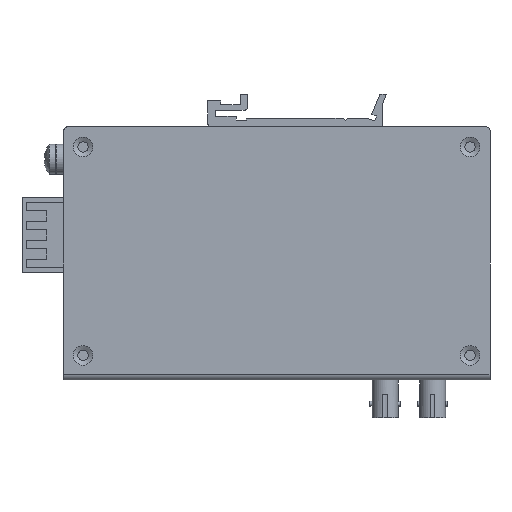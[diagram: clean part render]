
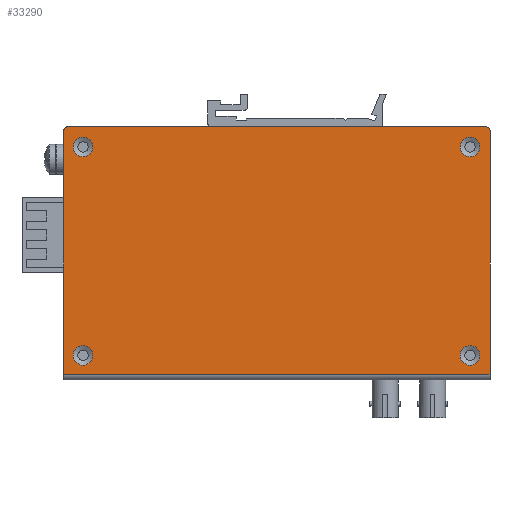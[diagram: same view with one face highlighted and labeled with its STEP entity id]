
A CAD part, left-side view. The second image highlights one B-rep face of the part: STEP entity #33290.
In plain terms, the highlighted planar face has unit normal (-1, 0, 0).
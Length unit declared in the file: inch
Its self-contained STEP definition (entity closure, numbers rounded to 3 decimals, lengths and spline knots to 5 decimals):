
#397 = CARTESIAN_POINT ( 'NONE',  ( 1.92232, -3.64554, 6.43601 ) ) ;
#434 = VECTOR ( 'NONE', #8484, 39.37008 ) ;
#523 = CIRCLE ( 'NONE', #29006, 0.10433 ) ;
#590 = AXIS2_PLACEMENT_3D ( 'NONE', #23660, #2806, #6306 ) ;
#1034 = ORIENTED_EDGE ( 'NONE', *, *, #4344, .F. ) ;
#1961 = CARTESIAN_POINT ( 'NONE',  ( 1.92232, -1.3916, 5.12696 ) ) ;
#2616 = ORIENTED_EDGE ( 'NONE', *, *, #18071, .T. ) ;
#2806 = DIRECTION ( 'NONE',  ( 1., 0., 0. ) ) ;
#3146 = ORIENTED_EDGE ( 'NONE', *, *, #5352, .T. ) ;
#3427 = DIRECTION ( 'NONE',  ( -1., 0., 0. ) ) ;
#4344 = EDGE_CURVE ( 'NONE', #27143, #7005, #20551, .T. ) ;
#4422 = CARTESIAN_POINT ( 'NONE',  ( 1.92232, -1.59436, 6.22341 ) ) ;
#5352 = EDGE_CURVE ( 'NONE', #44901, #44901, #11744, .T. ) ;
#5677 = FACE_BOUND ( 'NONE', #25200, .T. ) ;
#6303 = DIRECTION ( 'NONE',  ( 0., 0., -1. ) ) ;
#6306 = DIRECTION ( 'NONE',  ( 0., 0., -1. ) ) ;
#6342 = CARTESIAN_POINT ( 'NONE',  ( 1.92232, -5.8601, 6.39664 ) ) ;
#6754 = FACE_BOUND ( 'NONE', #12639, .T. ) ;
#6983 = DIRECTION ( 'NONE',  ( 0., -1., 0. ) ) ;
#7005 = VERTEX_POINT ( 'NONE', #21536 ) ;
#7611 = VERTEX_POINT ( 'NONE', #35804 ) ;
#7882 = DIRECTION ( 'NONE',  ( 1., 0., 0. ) ) ;
#8224 = AXIS2_PLACEMENT_3D ( 'NONE', #31314, #3427, #41860 ) ;
#8413 = CARTESIAN_POINT ( 'NONE',  ( 1.92232, -1.43097, 6.39664 ) ) ;
#8484 = DIRECTION ( 'NONE',  ( 0., 0., 1. ) ) ;
#10536 = CARTESIAN_POINT ( 'NONE',  ( 1.92232, -1.43097, 6.43601 ) ) ;
#10996 = VERTEX_POINT ( 'NONE', #19152 ) ;
#11744 = CIRCLE ( 'NONE', #27673, 0.10433 ) ;
#12119 = EDGE_CURVE ( 'NONE', #20620, #32715, #22955, .T. ) ;
#12639 = EDGE_LOOP ( 'NONE', ( #3146 ) ) ;
#13677 = VECTOR ( 'NONE', #38845, 39.37008 ) ;
#16777 = DIRECTION ( 'NONE',  ( 1., 0., 0. ) ) ;
#16839 = CARTESIAN_POINT ( 'NONE',  ( 1.92232, -5.8601, 6.43601 ) ) ;
#16938 = ORIENTED_EDGE ( 'NONE', *, *, #12119, .F. ) ;
#17332 = CARTESIAN_POINT ( 'NONE',  ( 1.92232, -5.90932, 3.8179 ) ) ;
#18071 = EDGE_CURVE ( 'NONE', #27143, #23006, #37417, .T. ) ;
#18199 = DIRECTION ( 'NONE',  ( 0., 0., 1. ) ) ;
#18322 = DIRECTION ( 'NONE',  ( 1., 0., 0. ) ) ;
#18804 = DIRECTION ( 'NONE',  ( 0., 0., 1. ) ) ;
#19084 = ORIENTED_EDGE ( 'NONE', *, *, #21719, .T. ) ;
#19101 = CARTESIAN_POINT ( 'NONE',  ( 1.92232, -5.89947, 3.8179 ) ) ;
#19152 = CARTESIAN_POINT ( 'NONE',  ( 1.92232, -1.59436, 6.11908 ) ) ;
#20551 = LINE ( 'NONE', #1961, #434 ) ;
#20620 = VERTEX_POINT ( 'NONE', #10536 ) ;
#21066 = AXIS2_PLACEMENT_3D ( 'NONE', #6342, #23401, #33938 ) ;
#21130 = ORIENTED_EDGE ( 'NONE', *, *, #33468, .F. ) ;
#21168 = CIRCLE ( 'NONE', #21066, 0.03937 ) ;
#21262 = CARTESIAN_POINT ( 'NONE',  ( 1.92232, -5.68884, 3.91436 ) ) ;
#21536 = CARTESIAN_POINT ( 'NONE',  ( 1.92232, -1.3916, 6.39664 ) ) ;
#21719 = EDGE_CURVE ( 'NONE', #34504, #34504, #26130, .T. ) ;
#22430 = DIRECTION ( 'NONE',  ( 1., 0., 0. ) ) ;
#22871 = EDGE_CURVE ( 'NONE', #23006, #7611, #37912, .T. ) ;
#22955 = LINE ( 'NONE', #397, #13677 ) ;
#23006 = VERTEX_POINT ( 'NONE', #19101 ) ;
#23095 = FACE_BOUND ( 'NONE', #40969, .T. ) ;
#23401 = DIRECTION ( 'NONE',  ( -1., 0., 0. ) ) ;
#23660 = CARTESIAN_POINT ( 'NONE',  ( 1.92232, -5.68884, 4.01869 ) ) ;
#25025 = DIRECTION ( 'NONE',  ( 0., 1., 0. ) ) ;
#25179 = AXIS2_PLACEMENT_3D ( 'NONE', #8413, #22430, #18804 ) ;
#25200 = EDGE_LOOP ( 'NONE', ( #19084 ) ) ;
#26130 = CIRCLE ( 'NONE', #590, 0.10433 ) ;
#26835 = EDGE_LOOP ( 'NONE', ( #38087, #27852, #16938, #21130, #1034, #2616 ) ) ;
#27143 = VERTEX_POINT ( 'NONE', #31868 ) ;
#27673 = AXIS2_PLACEMENT_3D ( 'NONE', #39085, #18322, #25025 ) ;
#27852 = ORIENTED_EDGE ( 'NONE', *, *, #43966, .T. ) ;
#28632 = VECTOR ( 'NONE', #18199, 39.37008 ) ;
#29006 = AXIS2_PLACEMENT_3D ( 'NONE', #4422, #7882, #32328 ) ;
#30257 = AXIS2_PLACEMENT_3D ( 'NONE', #37867, #16777, #6303 ) ;
#30736 = CARTESIAN_POINT ( 'NONE',  ( 1.92232, -5.58451, 6.22341 ) ) ;
#30913 = CIRCLE ( 'NONE', #25179, 0.03937 ) ;
#31314 = CARTESIAN_POINT ( 'NONE',  ( 1.92232, -5.90932, 3.75885 ) ) ;
#31868 = CARTESIAN_POINT ( 'NONE',  ( 1.92232, -1.3916, 3.8179 ) ) ;
#31966 = CIRCLE ( 'NONE', #30257, 0.10433 ) ;
#32328 = DIRECTION ( 'NONE',  ( 0., 0., -1. ) ) ;
#32439 = FACE_BOUND ( 'NONE', #34791, .T. ) ;
#32715 = VERTEX_POINT ( 'NONE', #16839 ) ;
#33030 = CARTESIAN_POINT ( 'NONE',  ( 1.92232, -1.59436, 3.91436 ) ) ;
#33290 = ADVANCED_FACE ( 'NONE', ( #44978, #6754, #5677, #32439, #23095 ), #34825, .T. ) ;
#33468 = EDGE_CURVE ( 'NONE', #7005, #20620, #30913, .T. ) ;
#33589 = VECTOR ( 'NONE', #6983, 39.37008 ) ;
#33938 = DIRECTION ( 'NONE',  ( 0., 0., 1. ) ) ;
#34504 = VERTEX_POINT ( 'NONE', #21262 ) ;
#34791 = EDGE_LOOP ( 'NONE', ( #35627 ) ) ;
#34824 = ORIENTED_EDGE ( 'NONE', *, *, #43842, .T. ) ;
#34825 = PLANE ( 'NONE',  #8224 ) ;
#35627 = ORIENTED_EDGE ( 'NONE', *, *, #40061, .T. ) ;
#35804 = CARTESIAN_POINT ( 'NONE',  ( 1.92232, -5.89947, 6.39664 ) ) ;
#36158 = VERTEX_POINT ( 'NONE', #33030 ) ;
#37417 = LINE ( 'NONE', #17332, #33589 ) ;
#37867 = CARTESIAN_POINT ( 'NONE',  ( 1.92232, -1.59436, 4.01869 ) ) ;
#37912 = LINE ( 'NONE', #39108, #28632 ) ;
#38087 = ORIENTED_EDGE ( 'NONE', *, *, #22871, .T. ) ;
#38845 = DIRECTION ( 'NONE',  ( 0., -1., 0. ) ) ;
#39085 = CARTESIAN_POINT ( 'NONE',  ( 1.92232, -5.68884, 6.22341 ) ) ;
#39108 = CARTESIAN_POINT ( 'NONE',  ( 1.92232, -5.89947, 5.12696 ) ) ;
#40061 = EDGE_CURVE ( 'NONE', #36158, #36158, #31966, .T. ) ;
#40969 = EDGE_LOOP ( 'NONE', ( #34824 ) ) ;
#41860 = DIRECTION ( 'NONE',  ( 0., 0., -1. ) ) ;
#43842 = EDGE_CURVE ( 'NONE', #10996, #10996, #523, .T. ) ;
#43966 = EDGE_CURVE ( 'NONE', #7611, #32715, #21168, .T. ) ;
#44901 = VERTEX_POINT ( 'NONE', #30736 ) ;
#44978 = FACE_OUTER_BOUND ( 'NONE', #26835, .T. ) ;
